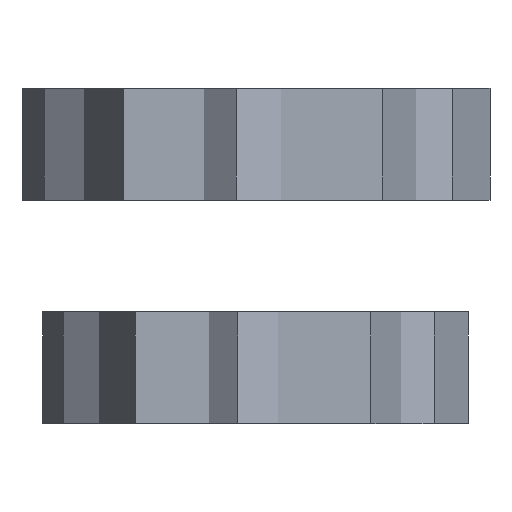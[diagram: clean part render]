
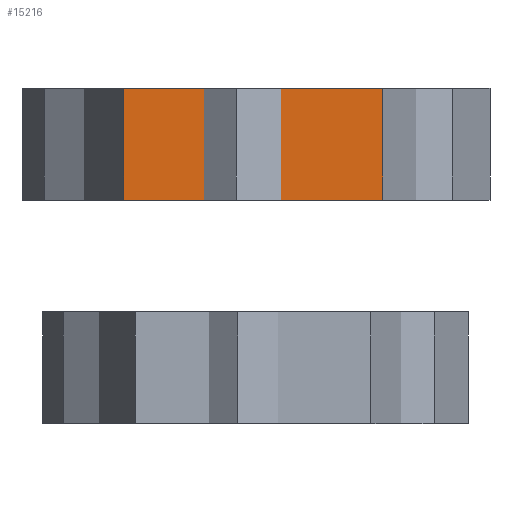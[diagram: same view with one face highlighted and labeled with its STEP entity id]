
A CAD part, front view. The second image highlights one B-rep face of the part: STEP entity #15216.
In plain terms, the highlighted planar face has unit normal (-0.007, -1, 0).
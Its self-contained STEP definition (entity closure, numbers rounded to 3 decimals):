
#7931 = PLANE('',#7932);
#7932 = AXIS2_PLACEMENT_3D('',#7933,#7934,#7935);
#7933 = CARTESIAN_POINT('',(0.186,0.058,15.));
#7934 = DIRECTION('',(0.,0.,1.));
#7935 = DIRECTION('',(1.,0.,-0.));
#7985 = PLANE('',#7986);
#7986 = AXIS2_PLACEMENT_3D('',#7987,#7988,#7989);
#7987 = CARTESIAN_POINT('',(0.186,0.058,10.));
#7988 = DIRECTION('',(0.,0.,1.));
#7989 = DIRECTION('',(1.,0.,-0.));
#15108 = PLANE('',#15109);
#15109 = AXIS2_PLACEMENT_3D('',#15110,#15111,#15112);
#15110 = CARTESIAN_POINT('',(-10.314,1.682,10.));
#15111 = DIRECTION('',(0.918,0.397,-0.));
#15112 = DIRECTION('',(0.397,-0.918,0.));
#15146 = VERTEX_POINT('',#15147);
#15147 = CARTESIAN_POINT('',(-5.758,-8.852,15.));
#15168 = EDGE_CURVE('',#15169,#15146,#15171,.T.);
#15169 = VERTEX_POINT('',#15170);
#15170 = CARTESIAN_POINT('',(-5.758,-8.852,10.));
#15171 = SURFACE_CURVE('',#15172,(#15176,#15183),.PCURVE_S1.);
#15172 = LINE('',#15173,#15174);
#15173 = CARTESIAN_POINT('',(-5.758,-8.852,10.));
#15174 = VECTOR('',#15175,1.);
#15175 = DIRECTION('',(0.,0.,1.));
#15176 = PCURVE('',#15108,#15177);
#15177 = DEFINITIONAL_REPRESENTATION('',(#15178),#15182);
#15178 = LINE('',#15179,#15180);
#15179 = CARTESIAN_POINT('',(11.477,0.));
#15180 = VECTOR('',#15181,1.);
#15181 = DIRECTION('',(0.,-1.));
#15182 = ( GEOMETRIC_REPRESENTATION_CONTEXT(2) 
PARAMETRIC_REPRESENTATION_CONTEXT() REPRESENTATION_CONTEXT('2D SPACE',''
  ) );
#15183 = PCURVE('',#15184,#15189);
#15184 = PLANE('',#15185);
#15185 = AXIS2_PLACEMENT_3D('',#15186,#15187,#15188);
#15186 = CARTESIAN_POINT('',(-5.758,-8.852,10.));
#15187 = DIRECTION('',(0.007,1.,-0.));
#15188 = DIRECTION('',(1.,-0.007,0.));
#15189 = DEFINITIONAL_REPRESENTATION('',(#15190),#15194);
#15190 = LINE('',#15191,#15192);
#15191 = CARTESIAN_POINT('',(0.,0.));
#15192 = VECTOR('',#15193,1.);
#15193 = DIRECTION('',(0.,-1.));
#15194 = ( GEOMETRIC_REPRESENTATION_CONTEXT(2) 
PARAMETRIC_REPRESENTATION_CONTEXT() REPRESENTATION_CONTEXT('2D SPACE',''
  ) );
#15216 = ADVANCED_FACE('',(#15217),#15184,.F.);
#15217 = FACE_BOUND('',#15218,.F.);
#15218 = EDGE_LOOP('',(#15219,#15220,#15243,#15271));
#15219 = ORIENTED_EDGE('',*,*,#15168,.T.);
#15220 = ORIENTED_EDGE('',*,*,#15221,.T.);
#15221 = EDGE_CURVE('',#15146,#15222,#15224,.T.);
#15222 = VERTEX_POINT('',#15223);
#15223 = CARTESIAN_POINT('',(5.839,-8.931,15.));
#15224 = SURFACE_CURVE('',#15225,(#15229,#15236),.PCURVE_S1.);
#15225 = LINE('',#15226,#15227);
#15226 = CARTESIAN_POINT('',(-5.758,-8.852,15.));
#15227 = VECTOR('',#15228,1.);
#15228 = DIRECTION('',(1.,-0.007,0.));
#15229 = PCURVE('',#15184,#15230);
#15230 = DEFINITIONAL_REPRESENTATION('',(#15231),#15235);
#15231 = LINE('',#15232,#15233);
#15232 = CARTESIAN_POINT('',(0.,-5.));
#15233 = VECTOR('',#15234,1.);
#15234 = DIRECTION('',(1.,0.));
#15235 = ( GEOMETRIC_REPRESENTATION_CONTEXT(2) 
PARAMETRIC_REPRESENTATION_CONTEXT() REPRESENTATION_CONTEXT('2D SPACE',''
  ) );
#15236 = PCURVE('',#7931,#15237);
#15237 = DEFINITIONAL_REPRESENTATION('',(#15238),#15242);
#15238 = LINE('',#15239,#15240);
#15239 = CARTESIAN_POINT('',(-5.944,-8.91));
#15240 = VECTOR('',#15241,1.);
#15241 = DIRECTION('',(1.,-0.007));
#15242 = ( GEOMETRIC_REPRESENTATION_CONTEXT(2) 
PARAMETRIC_REPRESENTATION_CONTEXT() REPRESENTATION_CONTEXT('2D SPACE',''
  ) );
#15243 = ORIENTED_EDGE('',*,*,#15244,.F.);
#15244 = EDGE_CURVE('',#15245,#15222,#15247,.T.);
#15245 = VERTEX_POINT('',#15246);
#15246 = CARTESIAN_POINT('',(5.839,-8.931,10.));
#15247 = SURFACE_CURVE('',#15248,(#15252,#15259),.PCURVE_S1.);
#15248 = LINE('',#15249,#15250);
#15249 = CARTESIAN_POINT('',(5.839,-8.931,10.));
#15250 = VECTOR('',#15251,1.);
#15251 = DIRECTION('',(0.,0.,1.));
#15252 = PCURVE('',#15184,#15253);
#15253 = DEFINITIONAL_REPRESENTATION('',(#15254),#15258);
#15254 = LINE('',#15255,#15256);
#15255 = CARTESIAN_POINT('',(11.597,0.));
#15256 = VECTOR('',#15257,1.);
#15257 = DIRECTION('',(0.,-1.));
#15258 = ( GEOMETRIC_REPRESENTATION_CONTEXT(2) 
PARAMETRIC_REPRESENTATION_CONTEXT() REPRESENTATION_CONTEXT('2D SPACE',''
  ) );
#15259 = PCURVE('',#15260,#15265);
#15260 = PLANE('',#15261);
#15261 = AXIS2_PLACEMENT_3D('',#15262,#15263,#15264);
#15262 = CARTESIAN_POINT('',(5.839,-8.931,10.));
#15263 = DIRECTION('',(-0.912,0.409,0.));
#15264 = DIRECTION('',(0.409,0.912,0.));
#15265 = DEFINITIONAL_REPRESENTATION('',(#15266),#15270);
#15266 = LINE('',#15267,#15268);
#15267 = CARTESIAN_POINT('',(0.,0.));
#15268 = VECTOR('',#15269,1.);
#15269 = DIRECTION('',(0.,-1.));
#15270 = ( GEOMETRIC_REPRESENTATION_CONTEXT(2) 
PARAMETRIC_REPRESENTATION_CONTEXT() REPRESENTATION_CONTEXT('2D SPACE',''
  ) );
#15271 = ORIENTED_EDGE('',*,*,#15272,.F.);
#15272 = EDGE_CURVE('',#15169,#15245,#15273,.T.);
#15273 = SURFACE_CURVE('',#15274,(#15278,#15285),.PCURVE_S1.);
#15274 = LINE('',#15275,#15276);
#15275 = CARTESIAN_POINT('',(-5.758,-8.852,10.));
#15276 = VECTOR('',#15277,1.);
#15277 = DIRECTION('',(1.,-0.007,0.));
#15278 = PCURVE('',#15184,#15279);
#15279 = DEFINITIONAL_REPRESENTATION('',(#15280),#15284);
#15280 = LINE('',#15281,#15282);
#15281 = CARTESIAN_POINT('',(0.,0.));
#15282 = VECTOR('',#15283,1.);
#15283 = DIRECTION('',(1.,0.));
#15284 = ( GEOMETRIC_REPRESENTATION_CONTEXT(2) 
PARAMETRIC_REPRESENTATION_CONTEXT() REPRESENTATION_CONTEXT('2D SPACE',''
  ) );
#15285 = PCURVE('',#7985,#15286);
#15286 = DEFINITIONAL_REPRESENTATION('',(#15287),#15291);
#15287 = LINE('',#15288,#15289);
#15288 = CARTESIAN_POINT('',(-5.944,-8.91));
#15289 = VECTOR('',#15290,1.);
#15290 = DIRECTION('',(1.,-0.007));
#15291 = ( GEOMETRIC_REPRESENTATION_CONTEXT(2) 
PARAMETRIC_REPRESENTATION_CONTEXT() REPRESENTATION_CONTEXT('2D SPACE',''
  ) );
